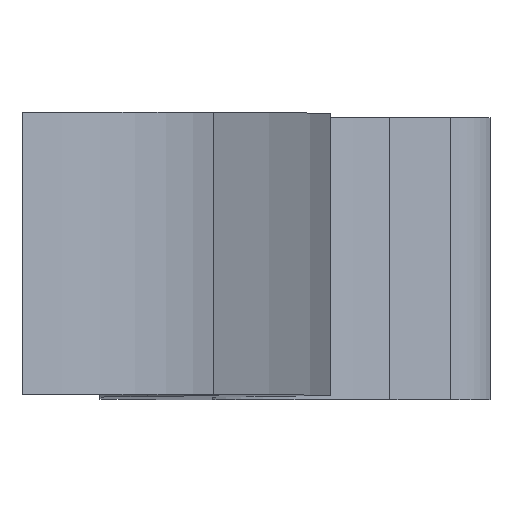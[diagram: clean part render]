
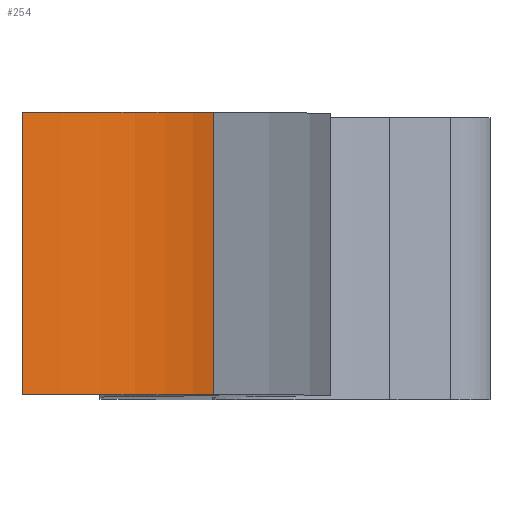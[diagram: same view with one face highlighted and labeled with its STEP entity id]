
A CAD part, top view. The second image highlights one B-rep face of the part: STEP entity #254.
In plain terms, the highlighted cylindrical face has radius 5 mm (diameter 10 mm), a partial arc.
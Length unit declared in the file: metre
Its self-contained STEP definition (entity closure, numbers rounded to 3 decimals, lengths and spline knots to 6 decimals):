
#33=CIRCLE('',#287,0.005);
#35=CIRCLE('',#290,0.005);
#100=ORIENTED_EDGE('',*,*,#141,.F.);
#101=ORIENTED_EDGE('',*,*,#135,.F.);
#102=ORIENTED_EDGE('',*,*,#143,.F.);
#103=ORIENTED_EDGE('',*,*,#138,.F.);
#135=EDGE_CURVE('',#164,#165,#186,.F.);
#138=EDGE_CURVE('',#166,#167,#187,.T.);
#141=EDGE_CURVE('',#165,#166,#33,.T.);
#143=EDGE_CURVE('',#167,#164,#35,.F.);
#164=VERTEX_POINT('',#437);
#165=VERTEX_POINT('',#439);
#166=VERTEX_POINT('',#460);
#167=VERTEX_POINT('',#462);
#186=LINE('',#438,#206);
#187=LINE('',#461,#207);
#206=VECTOR('',#345,1.);
#207=VECTOR('',#346,1.);
#220=EDGE_LOOP('',(#100,#101,#102,#103));
#234=FACE_BOUND('',#220,.T.);
#240=CYLINDRICAL_SURFACE('',#291,0.005);
#254=ADVANCED_FACE('',(#234),#240,.T.);
#287=AXIS2_PLACEMENT_3D('',#470,#351,#352);
#290=AXIS2_PLACEMENT_3D('',#473,#357,#358);
#291=AXIS2_PLACEMENT_3D('',#474,#359,#360);
#345=DIRECTION('',(0.,1.,0.));
#346=DIRECTION('',(0.,1.,0.));
#351=DIRECTION('',(0.,-1.,0.));
#352=DIRECTION('',(0.,0.,-1.));
#357=DIRECTION('',(0.,-1.,0.));
#358=DIRECTION('',(0.,0.,-1.));
#359=DIRECTION('',(0.,1.,0.));
#360=DIRECTION('',(0.,0.,1.));
#437=CARTESIAN_POINT('',(0.000014,0.,0.052337));
#438=CARTESIAN_POINT('',(0.000014,0.,0.052337));
#439=CARTESIAN_POINT('',(0.000014,-0.005,0.052337));
#460=CARTESIAN_POINT('',(-0.003382,-0.005,0.055054));
#461=CARTESIAN_POINT('',(-0.003382,-0.0025,0.055054));
#462=CARTESIAN_POINT('',(-0.003382,0.,0.055054));
#470=CARTESIAN_POINT('',(-0.004497,-0.005,0.05018));
#473=CARTESIAN_POINT('',(-0.004497,0.,0.05018));
#474=CARTESIAN_POINT('',(-0.004497,-0.0025,0.05018));
